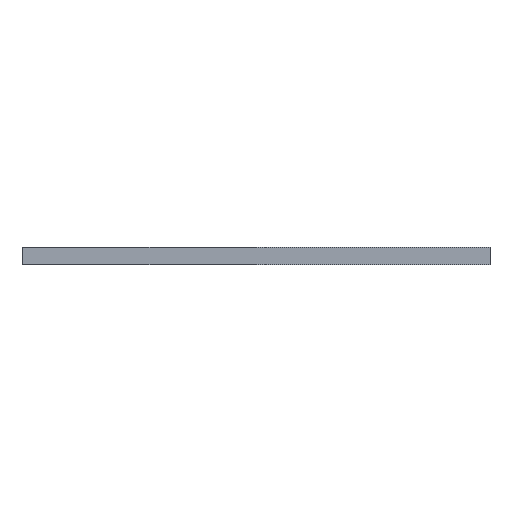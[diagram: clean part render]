
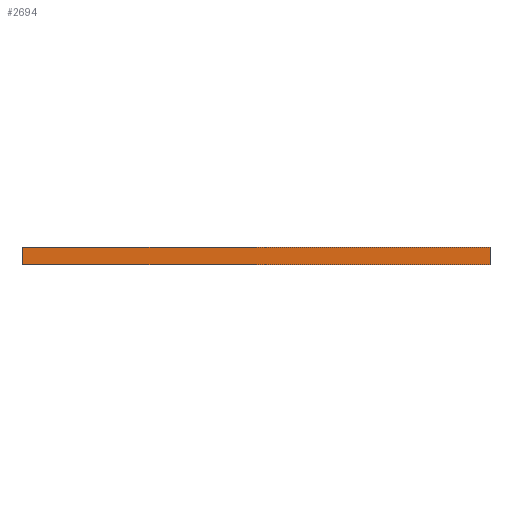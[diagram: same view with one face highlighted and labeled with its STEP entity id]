
A CAD part, left-side view. The second image highlights one B-rep face of the part: STEP entity #2694.
In plain terms, the highlighted planar face has unit normal (-1, 0, 0).
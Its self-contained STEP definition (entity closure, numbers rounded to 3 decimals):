
#391 = VERTEX_POINT ( 'NONE', #2023 ) ;
#450 = EDGE_CURVE ( 'NONE', #1304, #1842, #485, .T. ) ;
#485 = LINE ( 'NONE', #1539, #1343 ) ;
#490 = DIRECTION ( 'NONE',  ( 0., 0., -1. ) ) ;
#629 = FACE_OUTER_BOUND ( 'NONE', #807, .T. ) ;
#750 = DIRECTION ( 'NONE',  ( -1., 0., 0. ) ) ;
#807 = EDGE_LOOP ( 'NONE', ( #993, #1368, #1210, #2150 ) ) ;
#894 = EDGE_CURVE ( 'NONE', #1304, #391, #1518, .T. ) ;
#993 = ORIENTED_EDGE ( 'NONE', *, *, #3422, .F. ) ;
#1092 = DIRECTION ( 'NONE',  ( 0., 0., -1. ) ) ;
#1131 = VECTOR ( 'NONE', #1092, 1000. ) ;
#1210 = ORIENTED_EDGE ( 'NONE', *, *, #450, .T. ) ;
#1236 = AXIS2_PLACEMENT_3D ( 'NONE', #3125, #750, #1274 ) ;
#1274 = DIRECTION ( 'NONE',  ( 0., 0., 1. ) ) ;
#1304 = VERTEX_POINT ( 'NONE', #1677 ) ;
#1343 = VECTOR ( 'NONE', #2840, 1000. ) ;
#1368 = ORIENTED_EDGE ( 'NONE', *, *, #894, .F. ) ;
#1404 = LINE ( 'NONE', #1817, #3222 ) ;
#1518 = LINE ( 'NONE', #3217, #1131 ) ;
#1539 = CARTESIAN_POINT ( 'NONE',  ( -22.4, -22.875, 0.85 ) ) ;
#1677 = CARTESIAN_POINT ( 'NONE',  ( -22.4, -22.875, 0.85 ) ) ;
#1691 = VECTOR ( 'NONE', #1736, 1000. ) ;
#1736 = DIRECTION ( 'NONE',  ( 0., 1., 0. ) ) ;
#1817 = CARTESIAN_POINT ( 'NONE',  ( -22.4, 22.875, 0.85 ) ) ;
#1842 = VERTEX_POINT ( 'NONE', #3208 ) ;
#1849 = PLANE ( 'NONE',  #1236 ) ;
#2023 = CARTESIAN_POINT ( 'NONE',  ( -22.4, -22.875, -0.85 ) ) ;
#2150 = ORIENTED_EDGE ( 'NONE', *, *, #3102, .T. ) ;
#2290 = VERTEX_POINT ( 'NONE', #2462 ) ;
#2308 = LINE ( 'NONE', #2516, #1691 ) ;
#2462 = CARTESIAN_POINT ( 'NONE',  ( -22.4, 22.875, -0.85 ) ) ;
#2516 = CARTESIAN_POINT ( 'NONE',  ( -22.4, -22.875, -0.85 ) ) ;
#2694 = ADVANCED_FACE ( 'NONE', ( #629 ), #1849, .T. ) ;
#2840 = DIRECTION ( 'NONE',  ( 0., 1., 0. ) ) ;
#3102 = EDGE_CURVE ( 'NONE', #1842, #2290, #1404, .T. ) ;
#3125 = CARTESIAN_POINT ( 'NONE',  ( -22.4, -22.875, 0.85 ) ) ;
#3208 = CARTESIAN_POINT ( 'NONE',  ( -22.4, 22.875, 0.85 ) ) ;
#3217 = CARTESIAN_POINT ( 'NONE',  ( -22.4, -22.875, 0.85 ) ) ;
#3222 = VECTOR ( 'NONE', #490, 1000. ) ;
#3422 = EDGE_CURVE ( 'NONE', #391, #2290, #2308, .T. ) ;
